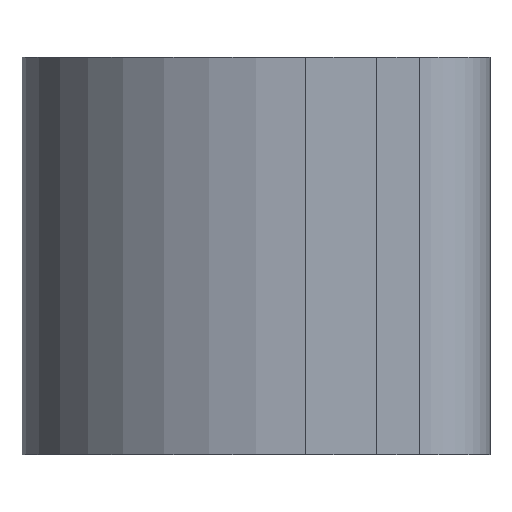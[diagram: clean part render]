
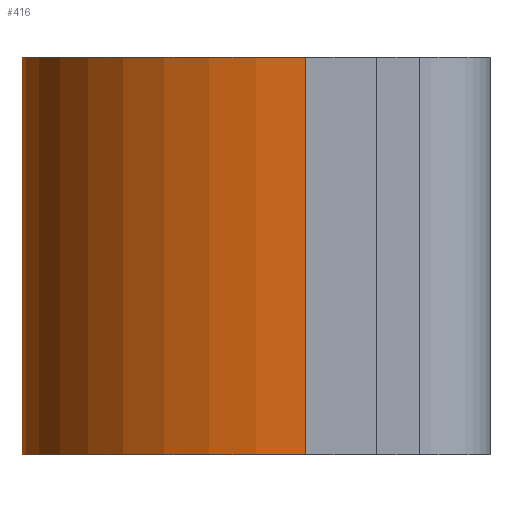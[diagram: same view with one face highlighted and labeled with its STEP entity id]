
A CAD part, left-side view. The second image highlights one B-rep face of the part: STEP entity #416.
In plain terms, the highlighted cylindrical face has radius 10 mm (diameter 20 mm), a partial arc.
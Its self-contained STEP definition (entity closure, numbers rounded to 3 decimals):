
#10 = CARTESIAN_POINT ( 'NONE',  ( -34.5, 6.5, 7. ) ) ;
#17 = CARTESIAN_POINT ( 'NONE',  ( -24.5, 6.5, -7. ) ) ;
#59 = CIRCLE ( 'NONE', #213, 10. ) ;
#82 = LINE ( 'NONE', #575, #143 ) ;
#120 = CARTESIAN_POINT ( 'NONE',  ( -14.5, 6.5, 7. ) ) ;
#137 = AXIS2_PLACEMENT_3D ( 'NONE', #520, #384, #367 ) ;
#140 = LINE ( 'NONE', #273, #141 ) ;
#141 = VECTOR ( 'NONE', #231, 1000. ) ;
#143 = VECTOR ( 'NONE', #586, 1000. ) ;
#152 = AXIS2_PLACEMENT_3D ( 'NONE', #396, #395, #391 ) ;
#171 = EDGE_CURVE ( 'NONE', #204, #417, #140, .T. ) ;
#182 = ORIENTED_EDGE ( 'NONE', *, *, #406, .F. ) ;
#190 = DIRECTION ( 'NONE',  ( 1., 0., 0. ) ) ;
#201 = DIRECTION ( 'NONE',  ( 0., 0., 1. ) ) ;
#204 = VERTEX_POINT ( 'NONE', #120 ) ;
#213 = AXIS2_PLACEMENT_3D ( 'NONE', #17, #201, #190 ) ;
#221 = VERTEX_POINT ( 'NONE', #10 ) ;
#226 = EDGE_CURVE ( 'NONE', #221, #374, #82, .T. ) ;
#231 = DIRECTION ( 'NONE',  ( 0., 0., -1. ) ) ;
#268 = EDGE_LOOP ( 'NONE', ( #392, #439, #182, #501 ) ) ;
#273 = CARTESIAN_POINT ( 'NONE',  ( -14.5, 6.5, 7. ) ) ;
#289 = EDGE_CURVE ( 'NONE', #417, #374, #59, .T. ) ;
#350 = CARTESIAN_POINT ( 'NONE',  ( -14.5, 6.5, -7. ) ) ;
#367 = DIRECTION ( 'NONE',  ( -1., 0., 0. ) ) ;
#374 = VERTEX_POINT ( 'NONE', #523 ) ;
#384 = DIRECTION ( 'NONE',  ( 0., 0., -1. ) ) ;
#391 = DIRECTION ( 'NONE',  ( 1., 0., 0. ) ) ;
#392 = ORIENTED_EDGE ( 'NONE', *, *, #289, .T. ) ;
#395 = DIRECTION ( 'NONE',  ( 0., 0., 1. ) ) ;
#396 = CARTESIAN_POINT ( 'NONE',  ( -24.5, 6.5, 7. ) ) ;
#406 = EDGE_CURVE ( 'NONE', #204, #221, #488, .T. ) ;
#416 = ADVANCED_FACE ( 'NONE', ( #443 ), #429, .T. ) ;
#417 = VERTEX_POINT ( 'NONE', #350 ) ;
#429 = CYLINDRICAL_SURFACE ( 'NONE', #137, 10. ) ;
#439 = ORIENTED_EDGE ( 'NONE', *, *, #226, .F. ) ;
#443 = FACE_OUTER_BOUND ( 'NONE', #268, .T. ) ;
#488 = CIRCLE ( 'NONE', #152, 10. ) ;
#501 = ORIENTED_EDGE ( 'NONE', *, *, #171, .T. ) ;
#520 = CARTESIAN_POINT ( 'NONE',  ( -24.5, 6.5, 7. ) ) ;
#523 = CARTESIAN_POINT ( 'NONE',  ( -34.5, 6.5, -7. ) ) ;
#575 = CARTESIAN_POINT ( 'NONE',  ( -34.5, 6.5, 7. ) ) ;
#586 = DIRECTION ( 'NONE',  ( 0., 0., -1. ) ) ;
